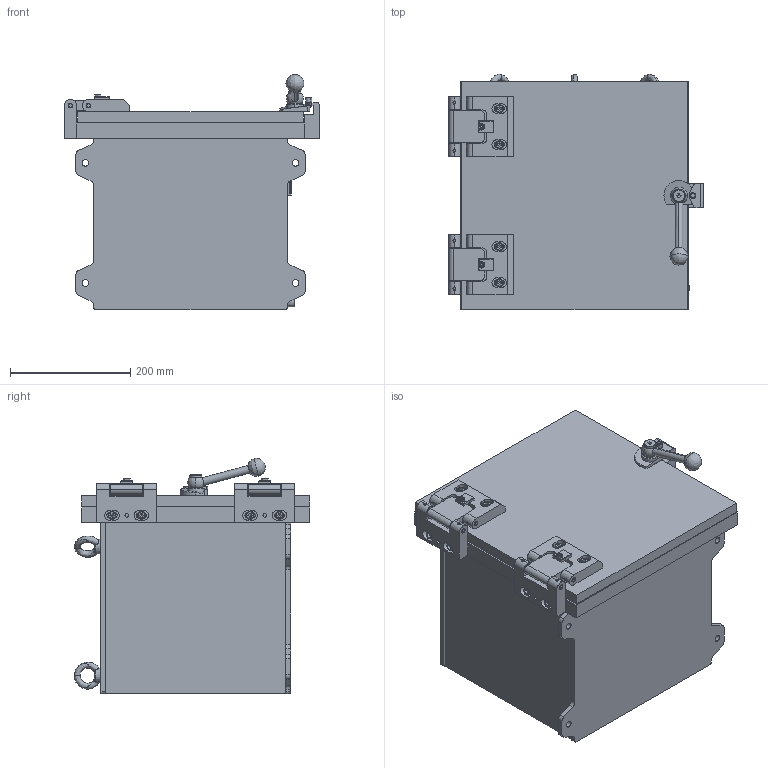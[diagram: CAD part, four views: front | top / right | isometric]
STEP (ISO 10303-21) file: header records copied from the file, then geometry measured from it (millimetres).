
FILE_DESCRIPTION (( 'STEP AP214' ), '1' );
FILE_NAME ('820KBH0300-S.stp', '2017-05-30T12:49:47', ( '' ), ( '' ), 'SwSTEP 2.0', 'SolidWorks 2015', '' );
FILE_SCHEMA (( 'AUTOMOTIVE_DESIGN' ));
Length unit declared in the file: millimetre
Products named in the file (1): 820KBH0300-S
Bounding box: 425 x 392.49 x 392 mm (x, y, z)
Volume: 8390013.5 mm3; surface area: 1607978 mm2
Topology: 35 solids, 35 shells, 3337 faces, 8787 edges, 5692 vertices
Faces by surface type: plane 1472, bspline 1156, cylinder 415, cone 220, torus 74
Entity records: 150693 total; most frequent: CARTESIAN_POINT 38747, ORIENTED_EDGE 17478, DIRECTION 11762, EDGE_CURVE 8739, VERTEX_POINT 5692, VECTOR 5052, LINE 5052, EDGE_LOOP 3649
